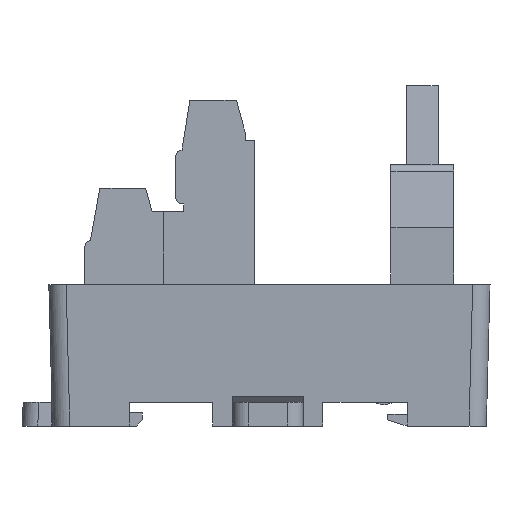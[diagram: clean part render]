
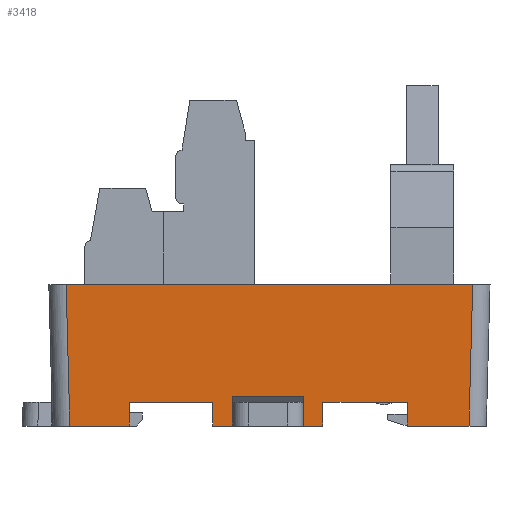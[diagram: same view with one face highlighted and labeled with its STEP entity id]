
A CAD part, left-side view. The second image highlights one B-rep face of the part: STEP entity #3418.
In plain terms, the highlighted planar face has unit normal (-1, 0, -0.026).
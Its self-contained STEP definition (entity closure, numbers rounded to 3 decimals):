
#1745=FACE_OUTER_BOUND('',#7205,.T.);
#3418=ADVANCED_FACE('',(#1745),#5177,.T.);
#5177=PLANE('',#33562);
#7205=EDGE_LOOP('',(#16557,#16558,#16559,#16560,#16561,#16562,#16563,#16564,
#16565,#16566,#16567,#16568,#16569,#16570,#16571,#16572));
#9306=LINE('',#44612,#12878);
#9312=LINE('',#44625,#12884);
#9317=LINE('',#44636,#12889);
#9339=LINE('',#44686,#12911);
#9355=LINE('',#44718,#12927);
#9356=LINE('',#44720,#12928);
#9357=LINE('',#44722,#12929);
#9358=LINE('',#44724,#12930);
#9359=LINE('',#44726,#12931);
#9360=LINE('',#44728,#12932);
#9361=LINE('',#44730,#12933);
#9362=LINE('',#44732,#12934);
#9363=LINE('',#44733,#12935);
#9364=LINE('',#44734,#12936);
#9365=LINE('',#44736,#12937);
#9366=LINE('',#44738,#12938);
#12878=VECTOR('',#36066,1.);
#12884=VECTOR('',#36074,1.);
#12889=VECTOR('',#36081,1.);
#12911=VECTOR('',#36115,1.);
#12927=VECTOR('',#36137,1.);
#12928=VECTOR('',#36138,1.);
#12929=VECTOR('',#36139,1.);
#12930=VECTOR('',#36140,1.);
#12931=VECTOR('',#36141,1.);
#12932=VECTOR('',#36142,1.);
#12933=VECTOR('',#36143,1.);
#12934=VECTOR('',#36144,1.);
#12935=VECTOR('',#36145,1.);
#12936=VECTOR('',#36146,1.);
#12937=VECTOR('',#36147,1.);
#12938=VECTOR('',#36148,1.);
#16557=ORIENTED_EDGE('',*,*,#28649,.T.);
#16558=ORIENTED_EDGE('',*,*,#28666,.T.);
#16559=ORIENTED_EDGE('',*,*,#28667,.F.);
#16560=ORIENTED_EDGE('',*,*,#28668,.T.);
#16561=ORIENTED_EDGE('',*,*,#28669,.T.);
#16562=ORIENTED_EDGE('',*,*,#28670,.F.);
#16563=ORIENTED_EDGE('',*,*,#28671,.F.);
#16564=ORIENTED_EDGE('',*,*,#28672,.F.);
#16565=ORIENTED_EDGE('',*,*,#28673,.T.);
#16566=ORIENTED_EDGE('',*,*,#28625,.F.);
#16567=ORIENTED_EDGE('',*,*,#28674,.T.);
#16568=ORIENTED_EDGE('',*,*,#28620,.F.);
#16569=ORIENTED_EDGE('',*,*,#28675,.T.);
#16570=ORIENTED_EDGE('',*,*,#28676,.T.);
#16571=ORIENTED_EDGE('',*,*,#28677,.F.);
#16572=ORIENTED_EDGE('',*,*,#28614,.T.);
#25584=VERTEX_POINT('',#44582);
#25599=VERTEX_POINT('',#44611);
#25605=VERTEX_POINT('',#44624);
#25606=VERTEX_POINT('',#44626);
#25610=VERTEX_POINT('',#44635);
#25611=VERTEX_POINT('',#44637);
#25632=VERTEX_POINT('',#44685);
#25646=VERTEX_POINT('',#44719);
#25647=VERTEX_POINT('',#44721);
#25648=VERTEX_POINT('',#44723);
#25649=VERTEX_POINT('',#44725);
#25650=VERTEX_POINT('',#44727);
#25651=VERTEX_POINT('',#44729);
#25652=VERTEX_POINT('',#44731);
#25653=VERTEX_POINT('',#44735);
#25654=VERTEX_POINT('',#44737);
#28614=EDGE_CURVE('',#25584,#25599,#9306,.T.);
#28620=EDGE_CURVE('',#25605,#25606,#9312,.T.);
#28625=EDGE_CURVE('',#25610,#25611,#9317,.T.);
#28649=EDGE_CURVE('',#25599,#25632,#9339,.T.);
#28666=EDGE_CURVE('',#25632,#25646,#9355,.T.);
#28667=EDGE_CURVE('',#25647,#25646,#9356,.T.);
#28668=EDGE_CURVE('',#25647,#25648,#9357,.T.);
#28669=EDGE_CURVE('',#25648,#25649,#9358,.T.);
#28670=EDGE_CURVE('',#25650,#25649,#9359,.T.);
#28671=EDGE_CURVE('',#25651,#25650,#9360,.T.);
#28672=EDGE_CURVE('',#25652,#25651,#9361,.T.);
#28673=EDGE_CURVE('',#25652,#25611,#9362,.T.);
#28674=EDGE_CURVE('',#25610,#25606,#9363,.T.);
#28675=EDGE_CURVE('',#25605,#25653,#9364,.T.);
#28676=EDGE_CURVE('',#25653,#25654,#9365,.T.);
#28677=EDGE_CURVE('',#25584,#25654,#9366,.T.);
#33562=AXIS2_PLACEMENT_3D('',#44739,#36149,#36150);
#36066=DIRECTION('',(0.026,0.,-1.));
#36074=DIRECTION('',(-0.026,0.,1.));
#36081=DIRECTION('',(0.026,0.,-1.));
#36115=DIRECTION('',(0.,-1.,0.));
#36137=DIRECTION('',(-0.026,-0.026,0.999));
#36138=DIRECTION('',(0.,-1.,0.));
#36139=DIRECTION('',(0.026,-0.026,-0.999));
#36140=DIRECTION('',(0.,-1.,0.));
#36141=DIRECTION('',(0.026,0.,-1.));
#36142=DIRECTION('',(0.,1.,0.));
#36143=DIRECTION('',(-0.026,0.,1.));
#36144=DIRECTION('',(0.,-1.,0.));
#36145=DIRECTION('',(0.,-1.,0.));
#36146=DIRECTION('',(0.,-1.,0.));
#36147=DIRECTION('',(-0.026,0.,1.));
#36148=DIRECTION('',(0.,1.,0.));
#36149=DIRECTION('',(-1.,0.,-0.026));
#36150=DIRECTION('',(-0.026,0.,1.));
#44582=CARTESIAN_POINT('',(567.447,191.695,177.));
#44611=CARTESIAN_POINT('',(567.526,191.695,174.));
#44612=CARTESIAN_POINT('',(567.054,191.695,191.997));
#44624=CARTESIAN_POINT('',(567.526,204.895,174.));
#44625=CARTESIAN_POINT('',(567.054,204.895,191.997));
#44626=CARTESIAN_POINT('',(567.428,204.895,177.726));
#44635=CARTESIAN_POINT('',(567.428,213.995,177.726));
#44636=CARTESIAN_POINT('',(567.054,213.995,191.997));
#44637=CARTESIAN_POINT('',(567.526,213.995,174.));
#44685=CARTESIAN_POINT('',(567.526,183.866,174.));
#44686=CARTESIAN_POINT('',(567.526,208.945,174.));
#44718=CARTESIAN_POINT('',(567.072,183.412,191.34));
#44719=CARTESIAN_POINT('',(567.054,183.395,192.));
#44720=CARTESIAN_POINT('',(567.054,208.945,192.));
#44721=CARTESIAN_POINT('',(567.054,235.096,192.));
#44722=CARTESIAN_POINT('',(567.072,235.079,191.34));
#44723=CARTESIAN_POINT('',(567.526,234.625,174.));
#44724=CARTESIAN_POINT('',(567.526,209.445,174.));
#44725=CARTESIAN_POINT('',(567.526,227.095,174.));
#44726=CARTESIAN_POINT('',(567.46,227.095,176.51));
#44727=CARTESIAN_POINT('',(567.447,227.095,177.));
#44728=CARTESIAN_POINT('',(567.447,209.445,177.));
#44729=CARTESIAN_POINT('',(567.447,216.445,177.));
#44730=CARTESIAN_POINT('',(567.538,216.445,173.539));
#44731=CARTESIAN_POINT('',(567.526,216.445,174.));
#44732=CARTESIAN_POINT('',(567.526,209.445,174.));
#44733=CARTESIAN_POINT('',(567.428,0.,177.726));
#44734=CARTESIAN_POINT('',(567.526,209.445,174.));
#44735=CARTESIAN_POINT('',(567.526,202.445,174.));
#44736=CARTESIAN_POINT('',(567.054,202.445,191.997));
#44737=CARTESIAN_POINT('',(567.447,202.445,177.));
#44738=CARTESIAN_POINT('',(567.447,209.445,177.));
#44739=CARTESIAN_POINT('',(567.054,208.945,191.997));
